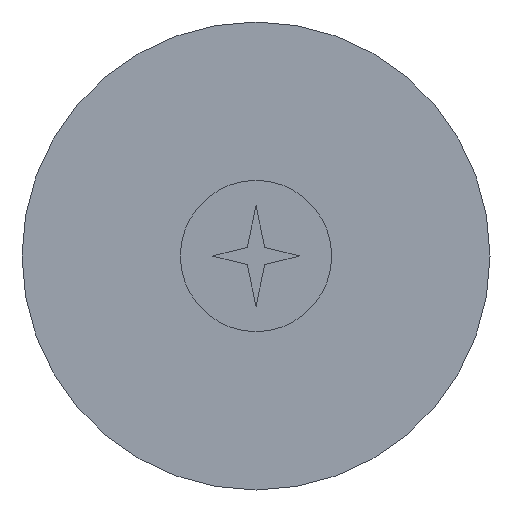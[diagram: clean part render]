
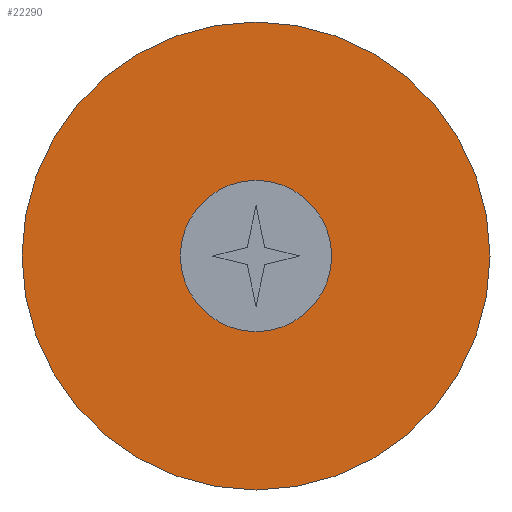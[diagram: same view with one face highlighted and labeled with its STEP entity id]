
A CAD part, front view. The second image highlights one B-rep face of the part: STEP entity #22290.
In plain terms, the highlighted face is planar.
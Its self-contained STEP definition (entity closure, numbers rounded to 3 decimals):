
#21810=CARTESIAN_POINT('',(25.,525.565,179.942));
#21820=VERTEX_POINT('',#21810);
#21900=CARTESIAN_POINT('',(25.,525.565,229.442));
#21910=VERTEX_POINT('',#21900);
#21940=CARTESIAN_POINT('',(25.,525.565,204.692));
#21950=DIRECTION('',(0.,1.,0.));
#21960=DIRECTION('',(0.,0.,-1.));
#21970=AXIS2_PLACEMENT_3D('',#21940,#21950,#21960);
#21980=CIRCLE('',#21970,24.75);
#21990=EDGE_CURVE('',#21910,#21820,#21980,.T.);
#22040=CARTESIAN_POINT('',(25.,525.565,192.317));
#22050=DIRECTION('',(0.,1.,0.));
#22060=DIRECTION('',(0.,0.,-1.));
#22070=AXIS2_PLACEMENT_3D('',#22040,#22050,#22060);
#22080=PLANE('',#22070);
#22090=EDGE_CURVE('',#21820,#21910,#21980,.T.);
#22100=ORIENTED_EDGE('',*,*,#22090,.T.);
#22110=ORIENTED_EDGE('',*,*,#21990,.T.);
#22120=EDGE_LOOP('',(#22110,#22100));
#22130=FACE_OUTER_BOUND('',#22120,.T.);
#22140=CARTESIAN_POINT('',(25.,525.565,204.692));
#22150=DIRECTION('',(0.,-1.,0.));
#22160=DIRECTION('',(-1.,0.,0.));
#22170=AXIS2_PLACEMENT_3D('',#22140,#22150,#22160);
#22180=CIRCLE('',#22170,8.);
#22190=CARTESIAN_POINT('',(17.,525.565,204.692));
#22200=VERTEX_POINT('',#22190);
#22210=CARTESIAN_POINT('',(33.,525.565,204.692));
#22220=VERTEX_POINT('',#22210);
#22230=EDGE_CURVE('',#22200,#22220,#22180,.T.);
#22240=ORIENTED_EDGE('',*,*,#22230,.T.);
#22250=EDGE_CURVE('',#22220,#22200,#22180,.T.);
#22260=ORIENTED_EDGE('',*,*,#22250,.T.);
#22270=EDGE_LOOP('',(#22260,#22240));
#22280=FACE_BOUND('',#22270,.T.);
#22290=ADVANCED_FACE('',(#22130,#22280),#22080,.T.);
